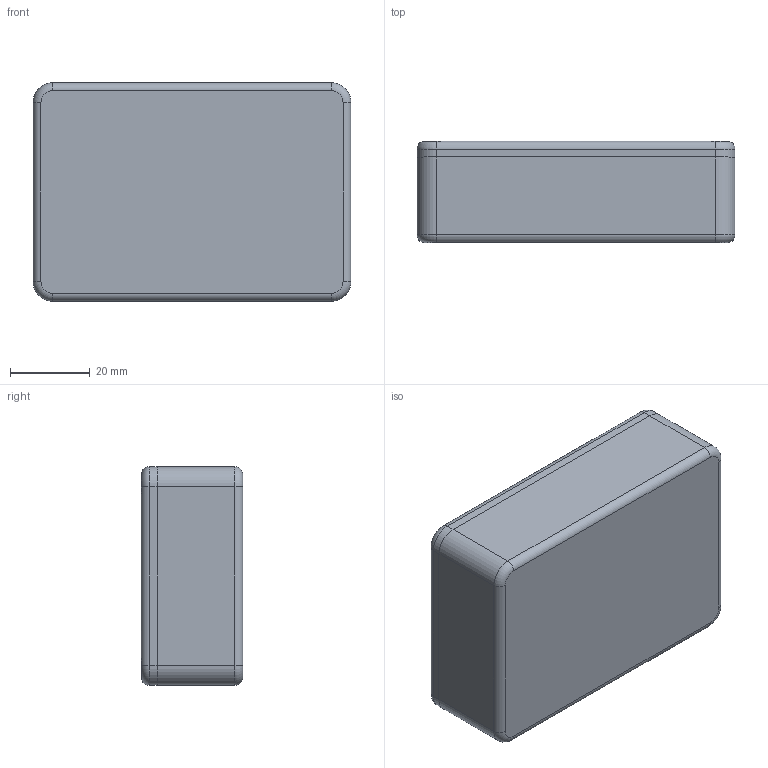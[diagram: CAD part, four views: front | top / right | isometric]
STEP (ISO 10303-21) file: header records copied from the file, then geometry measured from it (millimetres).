
FILE_DESCRIPTION(('STEP AP203'),'1');
FILE_NAME('enclosure_rnd_455-00708.stp','2022-07-17T14:25:51',('TraceParts'),('TraceParts S.A.'),'Spatial InterOp 3D',' ',' ');
FILE_SCHEMA(('CONFIG_CONTROL_DESIGN'));
Length unit declared in the file: millimetre
Products named in the file (1): 1
Bounding box: 79.9 x 25.5 x 54.9 mm (x, y, z)
Volume: 35756.5 mm3; surface area: 29364.7 mm2
Topology: 2 solids, 2 shells, 157 faces, 436 edges, 276 vertices
Faces by surface type: plane 97, cylinder 36, cone 16, torus 8
Entity records: 5068 total; most frequent: CARTESIAN_POINT 997, ORIENTED_EDGE 856, DIRECTION 814, EDGE_CURVE 428, LINE 328, VECTOR 328, VERTEX_POINT 276, AXIS2_PLACEMENT_3D 243
